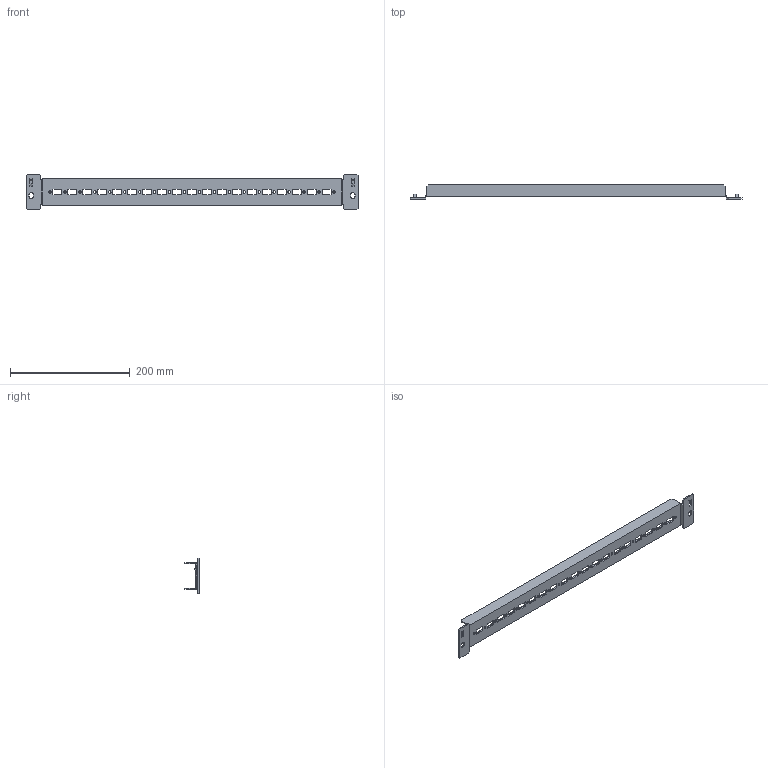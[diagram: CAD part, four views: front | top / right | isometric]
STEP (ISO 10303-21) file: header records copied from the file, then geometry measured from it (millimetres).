
FILE_DESCRIPTION (( 'STEP AP203' ), '1' );
FILE_NAME ('STK645.step', '2021-06-30T17:21:10', ( 'ADC123' ), ( 'Microsoft' ), 'SwSTEP 2.0', 'SolidWorks 2021', '' );
FILE_SCHEMA (( 'CONFIG_CONTROL_DESIGN' ));
Length unit declared in the file: inch
Products named in the file (1): STK645
Bounding box: 555 x 23.62 x 59.91 mm (x, y, z)
Volume: 81730.5 mm3; surface area: 87125.4 mm2
Topology: 1 solids, 1 shells, 206 faces, 602 edges, 396 vertices
Faces by surface type: plane 170, cylinder 24, bspline 12
Full cylindrical faces by diameter (mm): 4.25 x20
Entity records: 7257 total; most frequent: CARTESIAN_POINT 1709, ORIENTED_EDGE 1160, DIRECTION 978, EDGE_CURVE 580, LINE 492, VECTOR 492, VERTEX_POINT 396, EDGE_LOOP 312
